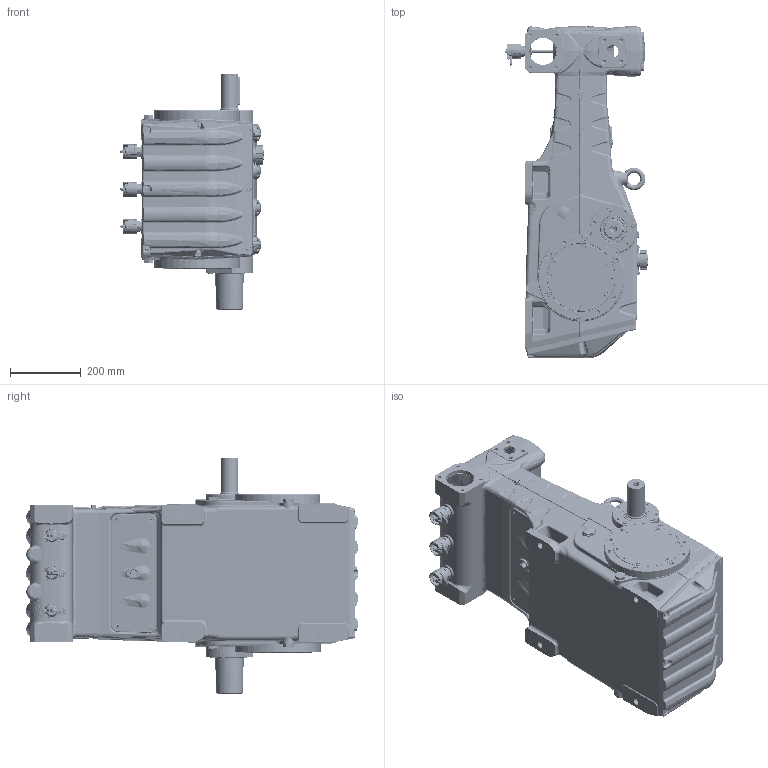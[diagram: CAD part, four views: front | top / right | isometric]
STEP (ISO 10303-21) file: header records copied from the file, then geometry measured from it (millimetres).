
FILE_DESCRIPTION(('STEP AP203'),'2;1');
FILE_NAME('Assieme LK LP 27 10 14_STP.stp','2014-10-28T10:57:54',(''),(''),'2009.3.110','THINKDESIGN','');
FILE_SCHEMA(('CONFIG_CONTROL_DESIGN'));
Bounding box: 406.19 x 941.49 x 672 mm (x, y, z)
Volume: 84947890.7 mm3; surface area: 3669614.3 mm2
Topology: 137 solids, 137 shells, 11259 faces, 25612 edges, 14379 vertices
Faces by surface type: bspline 11259
Entity records: 691062 total; most frequent: CARTESIAN_POINT 514245, ORIENTED_EDGE 49874, EDGE_CURVE 24937, DIRECTION 15580, VERTEX_POINT 14367, EDGE_LOOP 11984, FACE_OUTER_BOUND 11256, ADVANCED_FACE 11256
